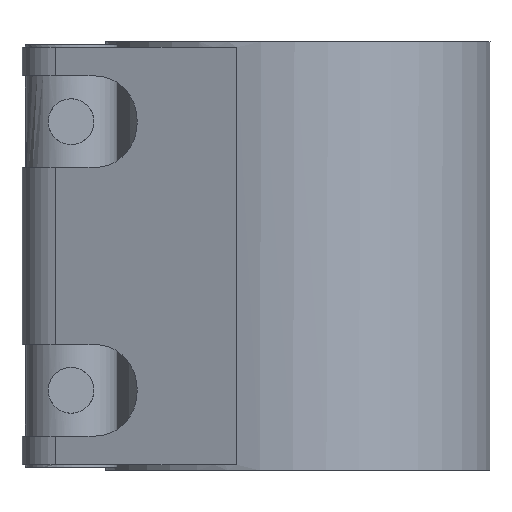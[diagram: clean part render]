
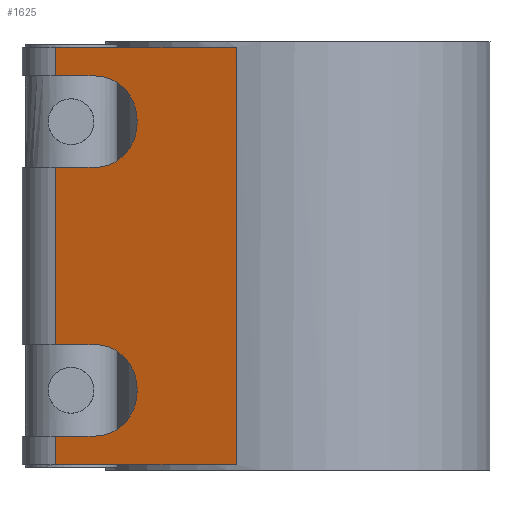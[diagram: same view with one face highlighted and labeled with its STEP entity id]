
A CAD part, left-side view. The second image highlights one B-rep face of the part: STEP entity #1625.
In plain terms, the highlighted planar face has unit normal (-0.948, 0.319, 0).
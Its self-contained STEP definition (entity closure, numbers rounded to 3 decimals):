
#93=LINE($,#2845,#227);
#100=LINE($,#2880,#234);
#105=LINE($,#2895,#239);
#108=LINE($,#2906,#242);
#112=LINE($,#2918,#246);
#114=LINE($,#2922,#248);
#117=LINE($,#2928,#251);
#118=LINE($,#2929,#252);
#119=LINE($,#2931,#253);
#120=LINE($,#2933,#254);
#121=LINE($,#2934,#255);
#122=LINE($,#2935,#256);
#227=VECTOR($,#2080,73.);
#234=VECTOR($,#2117,7.324);
#239=VECTOR($,#2132,7.324);
#242=VECTOR($,#2143,0.5);
#246=VECTOR($,#2155,0.5);
#248=VECTOR($,#2159,7.324);
#251=VECTOR($,#2166,5.);
#252=VECTOR($,#2167,33.4);
#253=VECTOR($,#2168,33.4);
#254=VECTOR($,#2169,5.);
#255=VECTOR($,#2170,7.324);
#256=VECTOR($,#2171,31.);
#331=PLANE($,#1781);
#481=FACE_OUTER_BOUND($,#611,.T.);
#611=EDGE_LOOP($,(#1367,#1368,#1369,#1370,#1371,#1372,#1373,#1374,#1375,
#1376,#1377,#1378,#1379,#1380,#1381,#1382));
#697=CIRCLE($,#1763,7.75);
#700=CIRCLE($,#1768,7.75);
#703=CIRCLE($,#1773,7.75);
#705=CIRCLE($,#1777,7.75);
#826=VERTEX_POINT($,#2842);
#827=VERTEX_POINT($,#2844);
#838=VERTEX_POINT($,#2870);
#839=VERTEX_POINT($,#2872);
#840=VERTEX_POINT($,#2878);
#843=VERTEX_POINT($,#2885);
#844=VERTEX_POINT($,#2887);
#845=VERTEX_POINT($,#2893);
#848=VERTEX_POINT($,#2900);
#849=VERTEX_POINT($,#2902);
#852=VERTEX_POINT($,#2912);
#853=VERTEX_POINT($,#2914);
#854=VERTEX_POINT($,#2921);
#855=VERTEX_POINT($,#2927);
#856=VERTEX_POINT($,#2930);
#857=VERTEX_POINT($,#2932);
#1002=EDGE_CURVE($,#826,#827,#93,.T.);
#1014=EDGE_CURVE($,#838,#839,#697,.T.);
#1019=EDGE_CURVE($,#838,#840,#100,.T.);
#1022=EDGE_CURVE($,#843,#844,#700,.T.);
#1027=EDGE_CURVE($,#843,#845,#105,.T.);
#1030=EDGE_CURVE($,#848,#849,#703,.T.);
#1032=EDGE_CURVE($,#848,#844,#108,.T.);
#1036=EDGE_CURVE($,#852,#853,#705,.T.);
#1038=EDGE_CURVE($,#852,#839,#112,.T.);
#1040=EDGE_CURVE($,#854,#849,#114,.T.);
#1044=EDGE_CURVE($,#845,#855,#117,.T.);
#1045=EDGE_CURVE($,#855,#827,#118,.T.);
#1046=EDGE_CURVE($,#826,#856,#119,.T.);
#1047=EDGE_CURVE($,#856,#857,#120,.T.);
#1048=EDGE_CURVE($,#857,#853,#121,.T.);
#1049=EDGE_CURVE($,#840,#854,#122,.T.);
#1367=ORIENTED_EDGE($,*,*,#1040,.T.);
#1368=ORIENTED_EDGE($,*,*,#1030,.F.);
#1369=ORIENTED_EDGE($,*,*,#1032,.T.);
#1370=ORIENTED_EDGE($,*,*,#1022,.F.);
#1371=ORIENTED_EDGE($,*,*,#1027,.T.);
#1372=ORIENTED_EDGE($,*,*,#1044,.T.);
#1373=ORIENTED_EDGE($,*,*,#1045,.T.);
#1374=ORIENTED_EDGE($,*,*,#1002,.F.);
#1375=ORIENTED_EDGE($,*,*,#1046,.T.);
#1376=ORIENTED_EDGE($,*,*,#1047,.T.);
#1377=ORIENTED_EDGE($,*,*,#1048,.T.);
#1378=ORIENTED_EDGE($,*,*,#1036,.F.);
#1379=ORIENTED_EDGE($,*,*,#1038,.T.);
#1380=ORIENTED_EDGE($,*,*,#1014,.F.);
#1381=ORIENTED_EDGE($,*,*,#1019,.T.);
#1382=ORIENTED_EDGE($,*,*,#1049,.T.);
#1625=ADVANCED_FACE($,(#481),#331,.T.);
#1763=AXIS2_PLACEMENT_3D($,#2873,#2108,#2109);
#1768=AXIS2_PLACEMENT_3D($,#2888,#2123,#2124);
#1773=AXIS2_PLACEMENT_3D($,#2903,#2138,#2139);
#1777=AXIS2_PLACEMENT_3D($,#2915,#2150,#2151);
#1781=AXIS2_PLACEMENT_3D($,#2926,#2164,#2165);
#2080=DIRECTION($,(0.,0.,-1.));
#2108=DIRECTION('center_axis',(-0.948,0.319,0.));
#2109=DIRECTION('ref_axis',(-0.225,-0.67,-0.707));
#2117=DIRECTION($,(0.319,0.948,0.));
#2123=DIRECTION('center_axis',(-0.948,0.319,0.));
#2124=DIRECTION('ref_axis',(-0.225,-0.67,-0.707));
#2132=DIRECTION($,(0.319,0.948,0.));
#2138=DIRECTION('center_axis',(-0.948,0.319,0.));
#2139=DIRECTION('ref_axis',(-0.225,-0.67,0.707));
#2143=DIRECTION($,(0.,0.,-1.));
#2150=DIRECTION('center_axis',(-0.948,0.319,0.));
#2151=DIRECTION('ref_axis',(-0.225,-0.67,0.707));
#2155=DIRECTION($,(0.,0.,-1.));
#2159=DIRECTION($,(-0.319,-0.948,0.));
#2164=DIRECTION('center_axis',(-0.948,0.319,0.));
#2165=DIRECTION('ref_axis',(0.,0.,1.));
#2166=DIRECTION($,(0.,0.,-1.));
#2167=DIRECTION($,(-0.319,-0.948,0.));
#2168=DIRECTION($,(0.319,0.948,0.));
#2169=DIRECTION($,(0.,0.,-1.));
#2170=DIRECTION($,(-0.319,-0.948,0.));
#2171=DIRECTION($,(0.,0.,-1.));
#2842=CARTESIAN_POINT('',(-31.896,10.724,36.5));
#2844=CARTESIAN_POINT('',(-31.896,10.724,-36.5));
#2845=CARTESIAN_POINT($,(-31.896,10.724,0.));
#2870=CARTESIAN_POINT('',(-23.586,35.44,15.5));
#2872=CARTESIAN_POINT('',(-26.055,28.094,23.25));
#2873=CARTESIAN_POINT('Origin',(-23.586,35.44,23.25));
#2878=CARTESIAN_POINT('',(-21.252,42.382,15.5));
#2880=CARTESIAN_POINT($,(-26.145,27.827,15.5));
#2885=CARTESIAN_POINT('',(-23.586,35.44,-31.5));
#2887=CARTESIAN_POINT('',(-26.055,28.094,-23.75));
#2888=CARTESIAN_POINT('Origin',(-23.586,35.44,-23.75));
#2893=CARTESIAN_POINT('',(-21.252,42.382,-31.5));
#2895=CARTESIAN_POINT($,(-26.145,27.827,-31.5));
#2900=CARTESIAN_POINT('',(-26.055,28.094,-23.25));
#2902=CARTESIAN_POINT('',(-23.586,35.44,-15.5));
#2903=CARTESIAN_POINT('Origin',(-23.586,35.44,-23.25));
#2906=CARTESIAN_POINT($,(-26.055,28.094,-23.5));
#2912=CARTESIAN_POINT('',(-26.055,28.094,23.75));
#2914=CARTESIAN_POINT('',(-23.586,35.44,31.5));
#2915=CARTESIAN_POINT('Origin',(-23.586,35.44,23.75));
#2918=CARTESIAN_POINT($,(-26.055,28.094,0.));
#2921=CARTESIAN_POINT('',(-21.252,42.382,-15.5));
#2922=CARTESIAN_POINT($,(-26.145,27.827,-15.5));
#2926=CARTESIAN_POINT('Origin',(-31.896,10.724,0.));
#2927=CARTESIAN_POINT('',(-21.252,42.382,-36.5));
#2928=CARTESIAN_POINT($,(-21.252,42.382,0.));
#2929=CARTESIAN_POINT($,(-21.252,42.382,-36.5));
#2930=CARTESIAN_POINT('',(-21.252,42.382,36.5));
#2931=CARTESIAN_POINT($,(-21.252,42.382,36.5));
#2932=CARTESIAN_POINT('',(-21.252,42.382,31.5));
#2933=CARTESIAN_POINT($,(-21.252,42.382,0.));
#2934=CARTESIAN_POINT($,(-26.145,27.827,31.5));
#2935=CARTESIAN_POINT($,(-21.252,42.382,0.));
